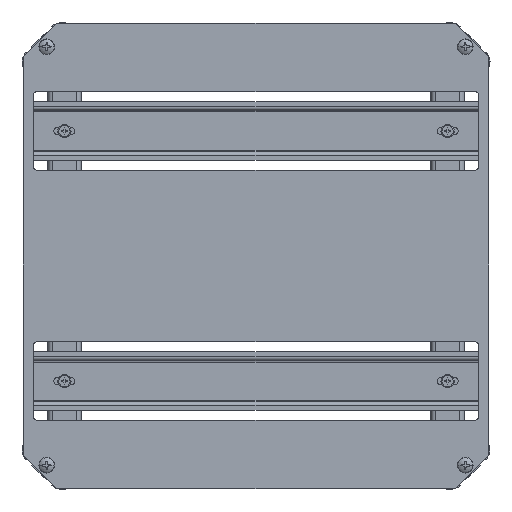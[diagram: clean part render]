
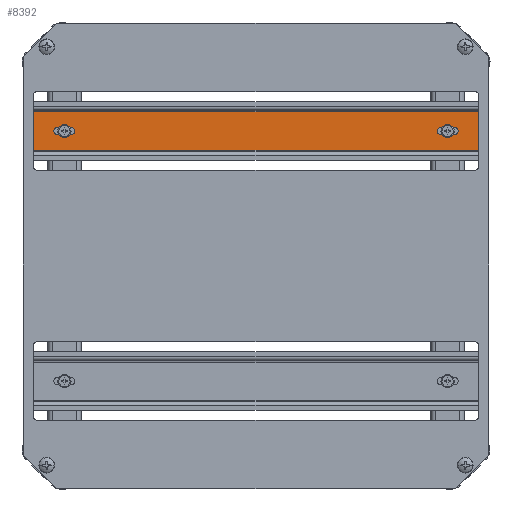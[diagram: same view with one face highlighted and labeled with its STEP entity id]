
A CAD part, top view. The second image highlights one B-rep face of the part: STEP entity #8392.
In plain terms, the highlighted face is planar.
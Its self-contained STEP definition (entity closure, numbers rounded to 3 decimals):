
#517 = VERTEX_POINT ( 'NONE', #7952 ) ;
#532 = ORIENTED_EDGE ( 'NONE', *, *, #14732, .F. ) ;
#831 = ORIENTED_EDGE ( 'NONE', *, *, #22634, .F. ) ;
#887 = DIRECTION ( 'NONE',  ( 1., 0., 0. ) ) ;
#1001 = AXIS2_PLACEMENT_3D ( 'NONE', #12194, #8503, #887 ) ;
#1118 = LINE ( 'NONE', #3026, #20405 ) ;
#1523 = VECTOR ( 'NONE', #19644, 1000. ) ;
#1602 = CIRCLE ( 'NONE', #8860, 2.25 ) ;
#1625 = CARTESIAN_POINT ( 'NONE',  ( 2.25, 0., 119. ) ) ;
#1765 = ORIENTED_EDGE ( 'NONE', *, *, #5154, .F. ) ;
#1770 = EDGE_CURVE ( 'NONE', #16038, #21765, #9229, .T. ) ;
#1919 = CARTESIAN_POINT ( 'NONE',  ( -2.25, 0., 111. ) ) ;
#2072 = CARTESIAN_POINT ( 'NONE',  ( 0., 0., 119. ) ) ;
#2076 = VERTEX_POINT ( 'NONE', #24248 ) ;
#2153 = EDGE_CURVE ( 'NONE', #12786, #24149, #1602, .T. ) ;
#2234 = DIRECTION ( 'NONE',  ( 0., 0., 1. ) ) ;
#2435 = PLANE ( 'NONE',  #1001 ) ;
#2653 = DIRECTION ( 'NONE',  ( 0., 1., 0. ) ) ;
#2674 = VERTEX_POINT ( 'NONE', #24580 ) ;
#2743 = VERTEX_POINT ( 'NONE', #23179 ) ;
#2843 = VERTEX_POINT ( 'NONE', #12331 ) ;
#2963 = CARTESIAN_POINT ( 'NONE',  ( 11.5, 0., 134. ) ) ;
#3026 = CARTESIAN_POINT ( 'NONE',  ( -11.5, 0., 134. ) ) ;
#3732 = DIRECTION ( 'NONE',  ( 0., 0., -1. ) ) ;
#5154 = EDGE_CURVE ( 'NONE', #16038, #2743, #1118, .T. ) ;
#5260 = LINE ( 'NONE', #5388, #19627 ) ;
#5309 = VECTOR ( 'NONE', #16264, 1000. ) ;
#5388 = CARTESIAN_POINT ( 'NONE',  ( -11.5, 0., -134. ) ) ;
#5632 = AXIS2_PLACEMENT_3D ( 'NONE', #18488, #7203, #12912 ) ;
#5831 = CARTESIAN_POINT ( 'NONE',  ( 0., 0., 121.25 ) ) ;
#6242 = DIRECTION ( 'NONE',  ( 0., -1., 0. ) ) ;
#6499 = CARTESIAN_POINT ( 'NONE',  ( 0., 0., -108.75 ) ) ;
#6779 = CARTESIAN_POINT ( 'NONE',  ( 2.25, 0., -111. ) ) ;
#7203 = DIRECTION ( 'NONE',  ( 0., 1., 0. ) ) ;
#7655 = EDGE_CURVE ( 'NONE', #21765, #2076, #5260, .T. ) ;
#7848 = VECTOR ( 'NONE', #16578, 1000. ) ;
#7849 = DIRECTION ( 'NONE',  ( 0., 0., 1. ) ) ;
#7952 = CARTESIAN_POINT ( 'NONE',  ( -2.25, 0., 119. ) ) ;
#8057 = ORIENTED_EDGE ( 'NONE', *, *, #10208, .F. ) ;
#8392 = ADVANCED_FACE ( 'NONE', ( #12439, #19785, #10533 ), #2435, .F. ) ;
#8503 = DIRECTION ( 'NONE',  ( 0., -1., 0. ) ) ;
#8860 = AXIS2_PLACEMENT_3D ( 'NONE', #2072, #6242, #17666 ) ;
#9036 = CIRCLE ( 'NONE', #9866, 2.25 ) ;
#9229 = LINE ( 'NONE', #16834, #7848 ) ;
#9547 = DIRECTION ( 'NONE',  ( 0., 0., 1. ) ) ;
#9866 = AXIS2_PLACEMENT_3D ( 'NONE', #11455, #17679, #15640 ) ;
#10091 = ORIENTED_EDGE ( 'NONE', *, *, #1770, .T. ) ;
#10137 = AXIS2_PLACEMENT_3D ( 'NONE', #24915, #13246, #3732 ) ;
#10208 = EDGE_CURVE ( 'NONE', #10223, #13003, #19371, .T. ) ;
#10223 = VERTEX_POINT ( 'NONE', #6779 ) ;
#10240 = EDGE_LOOP ( 'NONE', ( #8057, #532, #18617, #13339, #831 ) ) ;
#10446 = ORIENTED_EDGE ( 'NONE', *, *, #19616, .T. ) ;
#10533 = FACE_BOUND ( 'NONE', #10640, .T. ) ;
#10623 = EDGE_CURVE ( 'NONE', #2743, #2076, #23625, .T. ) ;
#10640 = EDGE_LOOP ( 'NONE', ( #10446, #17819, #20042, #18168, #21155 ) ) ;
#11001 = DIRECTION ( 'NONE',  ( -1., 0., 0. ) ) ;
#11296 = DIRECTION ( 'NONE',  ( 0., 0., -1. ) ) ;
#11387 = CIRCLE ( 'NONE', #17869, 2.25 ) ;
#11455 = CARTESIAN_POINT ( 'NONE',  ( 0., 0., 119. ) ) ;
#11480 = EDGE_CURVE ( 'NONE', #16774, #17417, #11387, .T. ) ;
#11553 = CARTESIAN_POINT ( 'NONE',  ( 2.25, 0., 119. ) ) ;
#12194 = CARTESIAN_POINT ( 'NONE',  ( -11.5, 0., 134. ) ) ;
#12331 = CARTESIAN_POINT ( 'NONE',  ( -2.25, 0., 111. ) ) ;
#12395 = EDGE_CURVE ( 'NONE', #24149, #517, #9036, .T. ) ;
#12439 = FACE_OUTER_BOUND ( 'NONE', #22285, .T. ) ;
#12557 = CIRCLE ( 'NONE', #10137, 2.25 ) ;
#12786 = VERTEX_POINT ( 'NONE', #1625 ) ;
#12912 = DIRECTION ( 'NONE',  ( 0., 0., 1. ) ) ;
#13003 = VERTEX_POINT ( 'NONE', #20852 ) ;
#13246 = DIRECTION ( 'NONE',  ( 0., -1., 0. ) ) ;
#13339 = ORIENTED_EDGE ( 'NONE', *, *, #19900, .F. ) ;
#13378 = CARTESIAN_POINT ( 'NONE',  ( 0., 0., -119. ) ) ;
#14361 = CARTESIAN_POINT ( 'NONE',  ( -11.5, 0., 134. ) ) ;
#14732 = EDGE_CURVE ( 'NONE', #17417, #10223, #16557, .T. ) ;
#14809 = AXIS2_PLACEMENT_3D ( 'NONE', #13378, #21118, #2234 ) ;
#14993 = LINE ( 'NONE', #25010, #18241 ) ;
#15392 = VECTOR ( 'NONE', #11296, 1000. ) ;
#15640 = DIRECTION ( 'NONE',  ( 0., 0., -1. ) ) ;
#15958 = CARTESIAN_POINT ( 'NONE',  ( 2.25, 0., -119. ) ) ;
#16038 = VERTEX_POINT ( 'NONE', #2963 ) ;
#16264 = DIRECTION ( 'NONE',  ( 0., 0., -1. ) ) ;
#16557 = CIRCLE ( 'NONE', #5632, 2.25 ) ;
#16578 = DIRECTION ( 'NONE',  ( 0., 0., -1. ) ) ;
#16774 = VERTEX_POINT ( 'NONE', #17872 ) ;
#16834 = CARTESIAN_POINT ( 'NONE',  ( 11.5, 0., 134. ) ) ;
#16901 = ORIENTED_EDGE ( 'NONE', *, *, #10623, .F. ) ;
#17263 = LINE ( 'NONE', #1919, #15392 ) ;
#17417 = VERTEX_POINT ( 'NONE', #6499 ) ;
#17492 = DIRECTION ( 'NONE',  ( 0., 0., -1. ) ) ;
#17651 = EDGE_CURVE ( 'NONE', #2674, #12786, #21431, .T. ) ;
#17666 = DIRECTION ( 'NONE',  ( 0., 0., -1. ) ) ;
#17679 = DIRECTION ( 'NONE',  ( 0., -1., 0. ) ) ;
#17743 = CARTESIAN_POINT ( 'NONE',  ( 0., 0., -111. ) ) ;
#17819 = ORIENTED_EDGE ( 'NONE', *, *, #17651, .T. ) ;
#17869 = AXIS2_PLACEMENT_3D ( 'NONE', #17743, #2653, #7849 ) ;
#17872 = CARTESIAN_POINT ( 'NONE',  ( -2.25, 0., -111. ) ) ;
#18168 = ORIENTED_EDGE ( 'NONE', *, *, #12395, .T. ) ;
#18241 = VECTOR ( 'NONE', #9547, 1000. ) ;
#18488 = CARTESIAN_POINT ( 'NONE',  ( 0., 0., -111. ) ) ;
#18617 = ORIENTED_EDGE ( 'NONE', *, *, #11480, .F. ) ;
#18968 = CARTESIAN_POINT ( 'NONE',  ( -2.25, 0., -119. ) ) ;
#19310 = VERTEX_POINT ( 'NONE', #18968 ) ;
#19371 = LINE ( 'NONE', #15958, #22414 ) ;
#19616 = EDGE_CURVE ( 'NONE', #2843, #2674, #12557, .T. ) ;
#19627 = VECTOR ( 'NONE', #20717, 1000. ) ;
#19644 = DIRECTION ( 'NONE',  ( 0., 0., 1. ) ) ;
#19785 = FACE_BOUND ( 'NONE', #10240, .T. ) ;
#19900 = EDGE_CURVE ( 'NONE', #19310, #16774, #14993, .T. ) ;
#20042 = ORIENTED_EDGE ( 'NONE', *, *, #2153, .T. ) ;
#20405 = VECTOR ( 'NONE', #11001, 1000. ) ;
#20717 = DIRECTION ( 'NONE',  ( -1., 0., 0. ) ) ;
#20852 = CARTESIAN_POINT ( 'NONE',  ( 2.25, 0., -119. ) ) ;
#21118 = DIRECTION ( 'NONE',  ( 0., 1., 0. ) ) ;
#21155 = ORIENTED_EDGE ( 'NONE', *, *, #21764, .T. ) ;
#21431 = LINE ( 'NONE', #11553, #1523 ) ;
#21764 = EDGE_CURVE ( 'NONE', #517, #2843, #17263, .T. ) ;
#21765 = VERTEX_POINT ( 'NONE', #24853 ) ;
#22285 = EDGE_LOOP ( 'NONE', ( #24832, #16901, #1765, #10091 ) ) ;
#22414 = VECTOR ( 'NONE', #17492, 1000. ) ;
#22493 = CIRCLE ( 'NONE', #14809, 2.25 ) ;
#22634 = EDGE_CURVE ( 'NONE', #13003, #19310, #22493, .T. ) ;
#23179 = CARTESIAN_POINT ( 'NONE',  ( -11.5, 0., 134. ) ) ;
#23625 = LINE ( 'NONE', #14361, #5309 ) ;
#24149 = VERTEX_POINT ( 'NONE', #5831 ) ;
#24248 = CARTESIAN_POINT ( 'NONE',  ( -11.5, 0., -134. ) ) ;
#24580 = CARTESIAN_POINT ( 'NONE',  ( 2.25, 0., 111. ) ) ;
#24832 = ORIENTED_EDGE ( 'NONE', *, *, #7655, .T. ) ;
#24853 = CARTESIAN_POINT ( 'NONE',  ( 11.5, 0., -134. ) ) ;
#24915 = CARTESIAN_POINT ( 'NONE',  ( 0., 0., 111. ) ) ;
#25010 = CARTESIAN_POINT ( 'NONE',  ( -2.25, 0., -111. ) ) ;
